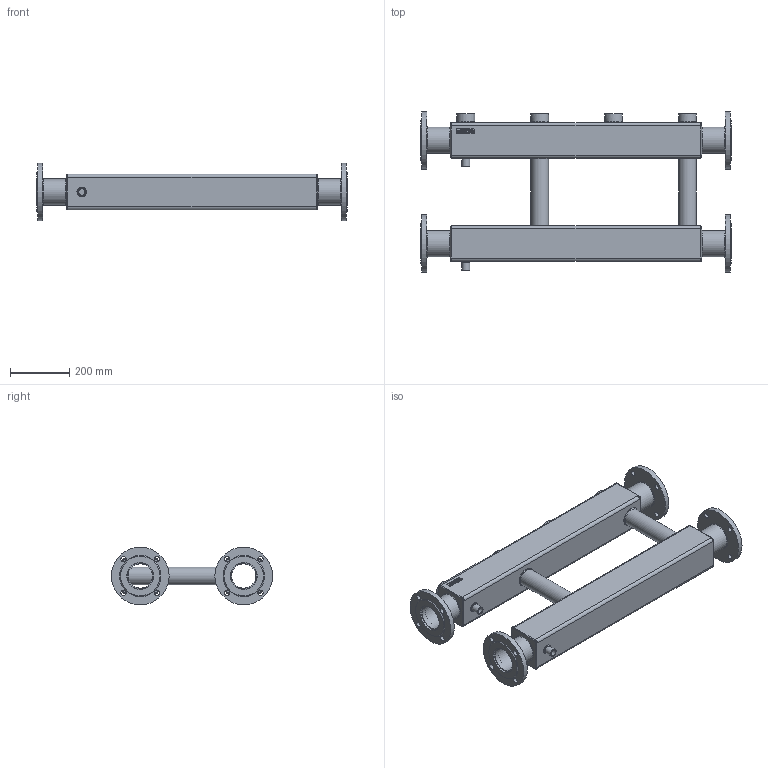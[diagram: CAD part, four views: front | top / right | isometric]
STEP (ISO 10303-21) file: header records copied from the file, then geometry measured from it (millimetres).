
FILE_DESCRIPTION(('STEP AP203'), '1');
FILE_NAME('MK-600-2x50.18', '', ('UNSPECIFIED'), ('UNSPECIFIED'), 'ASCON STEP Converter 1.6', 'ASCON Math Kernel', '');
FILE_SCHEMA(('CONFIG_CONTROL_DESIGN'));
Length unit declared in the file: millimetre
Bounding box: 1050 x 545 x 195 mm (x, y, z)
Volume: 6324265 mm3; surface area: 2305840.8 mm2
Topology: 1 solids, 1 shells, 540 faces, 1447 edges, 955 vertices
Faces by surface type: bspline 187, plane 176, cylinder 125, cone 34, torus 18
Full cylindrical faces by diameter (mm): 18 x16, 22 x2, 25 x2, 26.8 x2, 53 x4, 57 x4, 60 x8, 82 x4, 87 x4, 89 x8, 91 x4, 195 x4
Entity records: 27127 total; most frequent: CARTESIAN_POINT 10977, ORIENTED_EDGE 2674, DIRECTION 1782, EDGE_CURVE 1337, VERTEX_POINT 953, EDGE_LOOP 748, AXIS2_PLACEMENT_3D 659, FACE_BOUND 583
